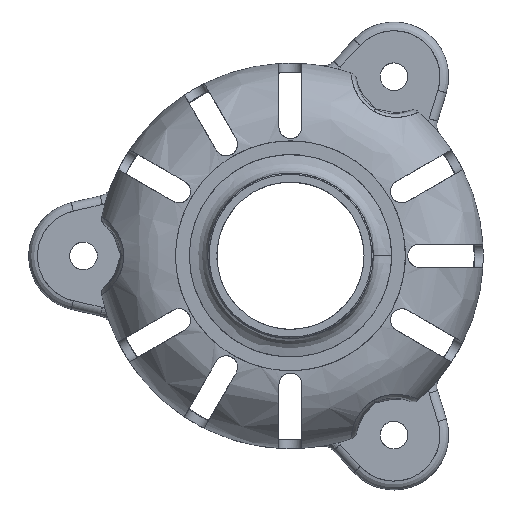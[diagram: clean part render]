
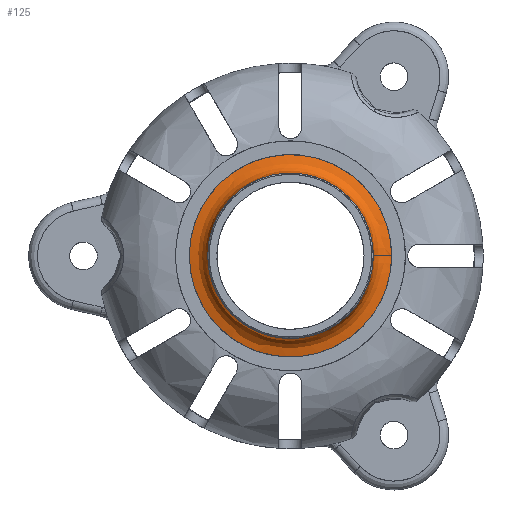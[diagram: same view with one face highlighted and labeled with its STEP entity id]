
A CAD part, top view. The second image highlights one B-rep face of the part: STEP entity #125.
In plain terms, the highlighted free-form (B-spline) face has degree [2, 2] with [7, 3] control points.
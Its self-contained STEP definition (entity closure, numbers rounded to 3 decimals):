
#125 = ADVANCED_FACE('',(#126),#164,.T.);
#126 = FACE_BOUND('',#127,.T.);
#127 = EDGE_LOOP('',(#128,#138,#148,#154));
#128 = ORIENTED_EDGE('',*,*,#129,.T.);
#129 = EDGE_CURVE('',#130,#132,#134,.T.);
#130 = VERTEX_POINT('',#131);
#131 = CARTESIAN_POINT('',(24.193,0.,54.972));
#132 = VERTEX_POINT('',#133);
#133 = CARTESIAN_POINT('',(29.569,0.,49.595));
#134 = ( BOUNDED_CURVE() B_SPLINE_CURVE(2,(#135,#136,#137),
.UNSPECIFIED.,.F.,.F.) B_SPLINE_CURVE_WITH_KNOTS((3,3),(3.142,
4.712),.PIECEWISE_BEZIER_KNOTS.) CURVE() 
GEOMETRIC_REPRESENTATION_ITEM() RATIONAL_B_SPLINE_CURVE((1.,
0.707,1.)) REPRESENTATION_ITEM('') );
#135 = CARTESIAN_POINT('',(24.193,0.,54.972));
#136 = CARTESIAN_POINT('',(24.193,0.,49.595));
#137 = CARTESIAN_POINT('',(29.569,0.,49.595));
#138 = ORIENTED_EDGE('',*,*,#139,.T.);
#139 = EDGE_CURVE('',#132,#132,#140,.T.);
#140 = ( BOUNDED_CURVE() B_SPLINE_CURVE(2,(#141,#142,#143,#144,#145,#146
,#147),.UNSPECIFIED.,.T.,.F.) B_SPLINE_CURVE_WITH_KNOTS((1,2,2,2,2,1),(
    -2.094,0.,2.094,4.189,6.283,
8.378),.UNSPECIFIED.) CURVE() GEOMETRIC_REPRESENTATION_ITEM() 
RATIONAL_B_SPLINE_CURVE((1.,0.5,1.,0.5,1.,0.5,1.)) REPRESENTATION_ITEM(
  '') );
#141 = CARTESIAN_POINT('',(29.569,0.,49.595));
#142 = CARTESIAN_POINT('',(29.569,51.215,
    49.595));
#143 = CARTESIAN_POINT('',(-14.785,25.608,
    49.595));
#144 = CARTESIAN_POINT('',(-59.138,0.,
    49.595));
#145 = CARTESIAN_POINT('',(-14.785,-25.608,
    49.595));
#146 = CARTESIAN_POINT('',(29.569,-51.215,
    49.595));
#147 = CARTESIAN_POINT('',(29.569,0.,49.595));
#148 = ORIENTED_EDGE('',*,*,#149,.T.);
#149 = EDGE_CURVE('',#132,#130,#150,.T.);
#150 = ( BOUNDED_CURVE() B_SPLINE_CURVE(2,(#151,#152,#153),
.UNSPECIFIED.,.F.,.F.) B_SPLINE_CURVE_WITH_KNOTS((3,3),(1.571,
3.142),.PIECEWISE_BEZIER_KNOTS.) CURVE() 
GEOMETRIC_REPRESENTATION_ITEM() RATIONAL_B_SPLINE_CURVE((1.,
0.707,1.)) REPRESENTATION_ITEM('') );
#151 = CARTESIAN_POINT('',(29.569,0.,49.595));
#152 = CARTESIAN_POINT('',(24.193,0.,49.595));
#153 = CARTESIAN_POINT('',(24.193,0.,54.972));
#154 = ORIENTED_EDGE('',*,*,#155,.T.);
#155 = EDGE_CURVE('',#130,#130,#156,.T.);
#156 = ( BOUNDED_CURVE() B_SPLINE_CURVE(2,(#157,#158,#159,#160,#161,#162
,#163),.UNSPECIFIED.,.T.,.F.) B_SPLINE_CURVE_WITH_KNOTS((1,2,2,2,2,1),(
    -2.094,0.,2.094,4.189,6.283,
8.378),.UNSPECIFIED.) CURVE() GEOMETRIC_REPRESENTATION_ITEM() 
RATIONAL_B_SPLINE_CURVE((1.,0.5,1.,0.5,1.,0.5,1.)) REPRESENTATION_ITEM(
  '') );
#157 = CARTESIAN_POINT('',(24.193,0.,54.972));
#158 = CARTESIAN_POINT('',(24.193,-41.903,
    54.972));
#159 = CARTESIAN_POINT('',(-12.096,-20.952,
    54.972));
#160 = CARTESIAN_POINT('',(-48.386,0.,
    54.972));
#161 = CARTESIAN_POINT('',(-12.096,20.952,
    54.972));
#162 = CARTESIAN_POINT('',(24.193,41.903,
    54.972));
#163 = CARTESIAN_POINT('',(24.193,0.,54.972));
#164 = ( BOUNDED_SURFACE() B_SPLINE_SURFACE(2,2,(
    (#165,#166,#167)
    ,(#168,#169,#170)
    ,(#171,#172,#173)
    ,(#174,#175,#176)
    ,(#177,#178,#179)
    ,(#180,#181,#182)
    ,(#183,#184,#185
)),.UNSPECIFIED.,.T.,.F.,.F.) B_SPLINE_SURFACE_WITH_KNOTS((1,2,2,2,2,1),
  (3,3),(-2.094,0.,2.094,4.189,6.283,
    8.378),(1.571,3.142),.UNSPECIFIED.) 
GEOMETRIC_REPRESENTATION_ITEM() RATIONAL_B_SPLINE_SURFACE((
    (1.,0.707,1.)
    ,(0.5,0.354,0.5)
    ,(1.,0.707,1.)
    ,(0.5,0.354,0.5)
    ,(1.,0.707,1.)
    ,(0.5,0.354,0.5)
,(1.,0.707,1.))) REPRESENTATION_ITEM('') SURFACE() );
#165 = CARTESIAN_POINT('',(29.569,0.,
    49.595));
#166 = CARTESIAN_POINT('',(24.193,0.,
    49.595));
#167 = CARTESIAN_POINT('',(24.193,0.,
    54.972));
#168 = CARTESIAN_POINT('',(29.569,51.215,
    49.595));
#169 = CARTESIAN_POINT('',(24.193,41.903,
    49.595));
#170 = CARTESIAN_POINT('',(24.193,41.903,
    54.972));
#171 = CARTESIAN_POINT('',(-14.785,25.608,
    49.595));
#172 = CARTESIAN_POINT('',(-12.096,20.952,
    49.595));
#173 = CARTESIAN_POINT('',(-12.096,20.952,
    54.972));
#174 = CARTESIAN_POINT('',(-59.138,0.,
    49.595));
#175 = CARTESIAN_POINT('',(-48.386,0.,
    49.595));
#176 = CARTESIAN_POINT('',(-48.386,0.,
    54.972));
#177 = CARTESIAN_POINT('',(-14.785,-25.608,
    49.595));
#178 = CARTESIAN_POINT('',(-12.096,-20.952,
    49.595));
#179 = CARTESIAN_POINT('',(-12.096,-20.952,
    54.972));
#180 = CARTESIAN_POINT('',(29.569,-51.215,
    49.595));
#181 = CARTESIAN_POINT('',(24.193,-41.903,
    49.595));
#182 = CARTESIAN_POINT('',(24.193,-41.903,
    54.972));
#183 = CARTESIAN_POINT('',(29.569,0.,
    49.595));
#184 = CARTESIAN_POINT('',(24.193,0.,
    49.595));
#185 = CARTESIAN_POINT('',(24.193,0.,
    54.972));
